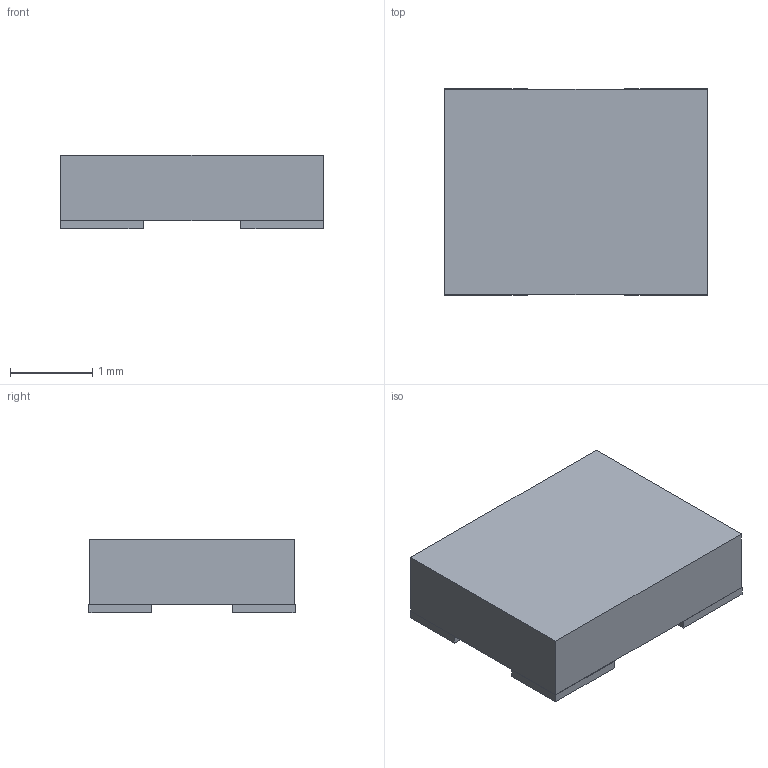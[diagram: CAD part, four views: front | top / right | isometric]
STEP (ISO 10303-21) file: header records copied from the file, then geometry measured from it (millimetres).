
FILE_DESCRIPTION (( 'STEP AP214' ), '1' );
FILE_NAME ('KC3225K25.0000C1GE00.STEP', '2021-04-25T04:49:35', ( '' ), ( '' ), 'SwSTEP 2.0', 'SolidWorks 2020', '' );
FILE_SCHEMA (( 'AUTOMOTIVE_DESIGN' ));
Length unit declared in the file: millimetre
Products named in the file (4): Pins.stp; KC3225K25.0000C1GE00.stp; KC3225K25.0000C1GE00; Body.stp
Assembly tree (3 placements, depth 3):
  KC3225K25.0000C1GE00
    KC3225K25.0000C1GE00.stp
      Body.stp
      Pins.stp
Bounding box: 3.21 x 2.51 x 0.9 mm (x, y, z)
Volume: 6.7 mm3; surface area: 32.7 mm2
Topology: 5 solids, 5 shells, 30 faces, 60 edges, 40 vertices
Faces by surface type: plane 30
Entity records: 982 total; most frequent: CARTESIAN_POINT 137, DIRECTION 134, ORIENTED_EDGE 120, VECTOR 60, EDGE_CURVE 60, LINE 60, VERTEX_POINT 40, AXIS2_PLACEMENT_3D 37
